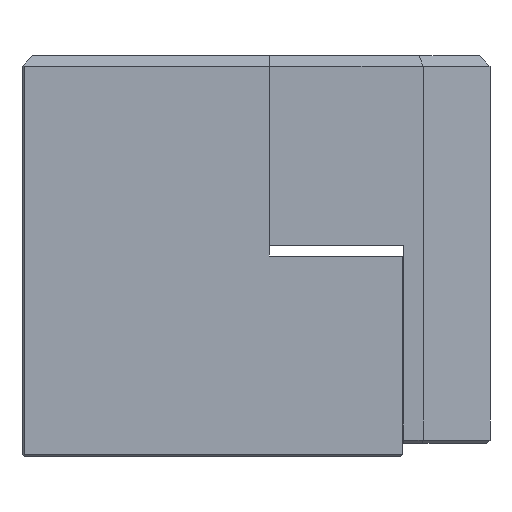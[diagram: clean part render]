
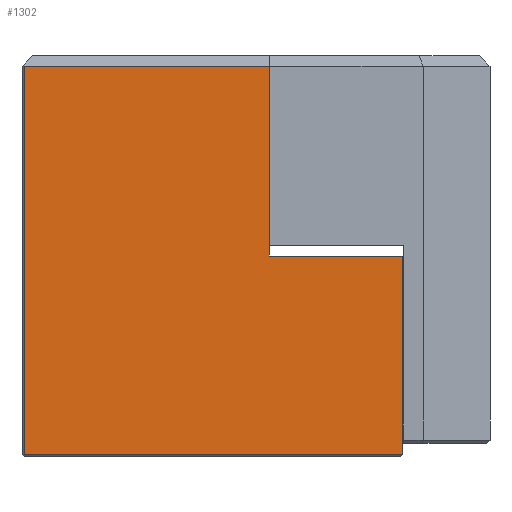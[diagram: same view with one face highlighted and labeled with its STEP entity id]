
A CAD part, front view. The second image highlights one B-rep face of the part: STEP entity #1302.
In plain terms, the highlighted planar face has unit normal (0, -1, 0).
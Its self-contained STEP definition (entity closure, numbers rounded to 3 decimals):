
#68=ORIENTED_EDGE('',*,*,#442,.T.);
#69=ORIENTED_EDGE('',*,*,#443,.T.);
#70=ORIENTED_EDGE('',*,*,#444,.T.);
#71=ORIENTED_EDGE('',*,*,#445,.F.);
#72=ORIENTED_EDGE('',*,*,#446,.T.);
#73=ORIENTED_EDGE('',*,*,#447,.T.);
#442=EDGE_CURVE('',#629,#630,#753,.T.);
#443=EDGE_CURVE('',#630,#631,#754,.T.);
#444=EDGE_CURVE('',#631,#632,#755,.T.);
#445=EDGE_CURVE('',#633,#632,#756,.T.);
#446=EDGE_CURVE('',#633,#634,#757,.T.);
#447=EDGE_CURVE('',#634,#629,#758,.T.);
#629=VERTEX_POINT('',#1862);
#630=VERTEX_POINT('',#1863);
#631=VERTEX_POINT('',#1865);
#632=VERTEX_POINT('',#1867);
#633=VERTEX_POINT('',#1869);
#634=VERTEX_POINT('',#1871);
#753=LINE('',#1861,#904);
#754=LINE('',#1864,#905);
#755=LINE('',#1866,#906);
#756=LINE('',#1868,#907);
#757=LINE('',#1870,#908);
#758=LINE('',#1872,#909);
#904=VECTOR('',#1498,1000.);
#905=VECTOR('',#1499,1000.);
#906=VECTOR('',#1500,1000.);
#907=VECTOR('',#1501,1000.);
#908=VECTOR('',#1502,1000.);
#909=VECTOR('',#1503,1000.);
#1055=EDGE_LOOP('',(#68,#69,#70,#71,#72,#73));
#1152=FACE_BOUND('',#1055,.T.);
#1249=PLANE('',#1388);
#1302=ADVANCED_FACE('',(#1152),#1249,.T.);
#1388=AXIS2_PLACEMENT_3D('',#1860,#1496,#1497);
#1496=DIRECTION('',(0.,-1.,0.));
#1497=DIRECTION('',(0.,0.,-1.));
#1498=DIRECTION('',(0.,0.,1.));
#1499=DIRECTION('',(-1.,0.,0.));
#1500=DIRECTION('',(0.,0.,-1.));
#1501=DIRECTION('',(-1.,0.,0.));
#1502=DIRECTION('',(0.,0.,1.));
#1503=DIRECTION('',(-1.,0.,0.));
#1860=CARTESIAN_POINT('',(0.,-30.,0.));
#1861=CARTESIAN_POINT('',(23.5,-30.,0.));
#1862=CARTESIAN_POINT('',(23.5,-30.,0.));
#1863=CARTESIAN_POINT('',(23.5,-30.,18.05));
#1864=CARTESIAN_POINT('',(0.,-30.,18.05));
#1865=CARTESIAN_POINT('',(0.2,-30.,18.05));
#1866=CARTESIAN_POINT('',(0.2,-30.,30.95));
#1867=CARTESIAN_POINT('',(0.2,-30.,-18.85));
#1868=CARTESIAN_POINT('',(50.,-30.,-18.85));
#1869=CARTESIAN_POINT('',(36.2,-30.,-18.85));
#1870=CARTESIAN_POINT('',(36.2,-30.,-19.05));
#1871=CARTESIAN_POINT('',(36.2,-30.,0.));
#1872=CARTESIAN_POINT('',(36.2,-30.,0.));
